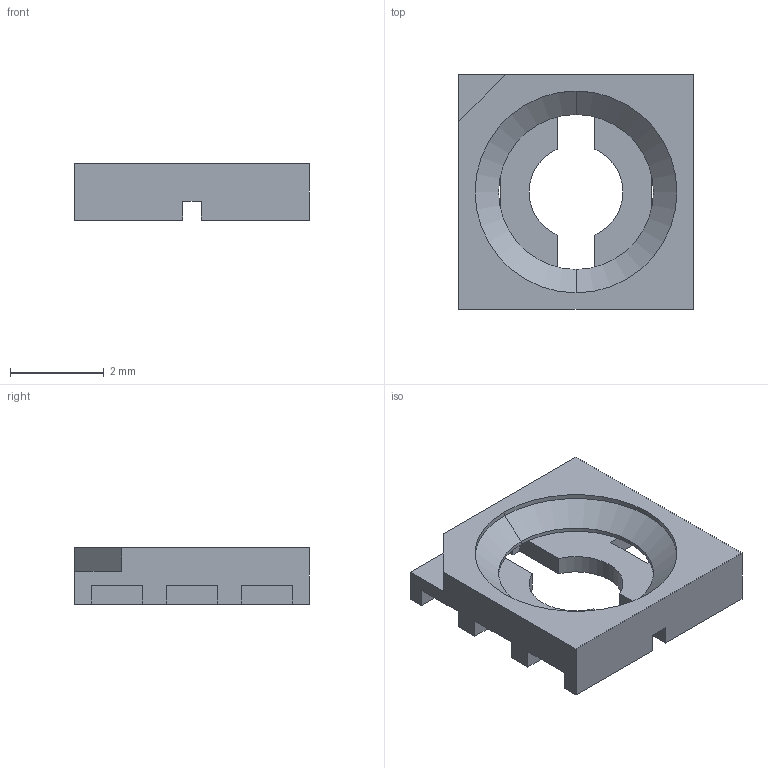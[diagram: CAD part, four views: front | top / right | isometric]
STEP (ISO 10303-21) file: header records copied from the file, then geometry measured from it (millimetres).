
FILE_DESCRIPTION(('FreeCAD Model'),'2;1');
FILE_NAME('MC.step','2017-09-02T22:07:33',(''),(''), 'Open CASCADE STEP processor 6.8','FreeCAD','Unknown');
FILE_SCHEMA(('AUTOMOTIVE_DESIGN_CC2 { 1 2 10303 214 -1 1 5 4 }'));
Length unit declared in the file: millimetre
Products named in the file (1): M_LED_MC
Bounding box: 5 x 5 x 1.2 mm (x, y, z)
Volume: 15 mm3; surface area: 91.1 mm2
Topology: 1 solids, 1 shells, 60 faces, 190 edges, 120 vertices
Faces by surface type: plane 50, cylinder 8, cone 2
Entity records: 5877 total; most frequent: CARTESIAN_POINT 2215, DIRECTION 648, LINE 454, VECTOR 454, ORIENTED_EDGE 380, PCURVE 380, DEFINITIONAL_REPRESENTATION 380, EDGE_CURVE 190
